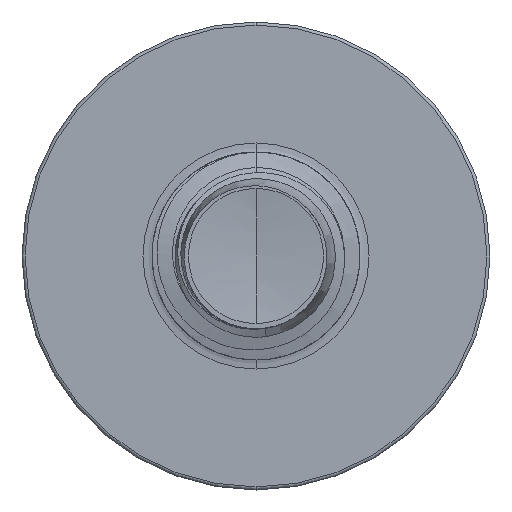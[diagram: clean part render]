
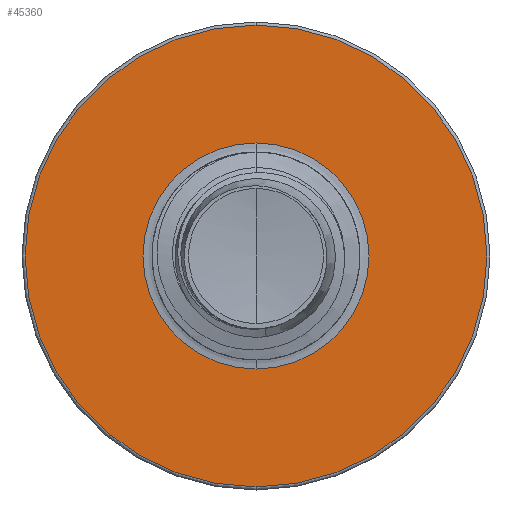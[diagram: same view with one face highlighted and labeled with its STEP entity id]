
A CAD part, front view. The second image highlights one B-rep face of the part: STEP entity #45360.
In plain terms, the highlighted planar face has unit normal (0, -1, 0).
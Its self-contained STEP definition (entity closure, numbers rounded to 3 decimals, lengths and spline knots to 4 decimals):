
#197 = CIRCLE ( 'NONE', #52560, 4.44 ) ;
#526 = CARTESIAN_POINT ( 'NONE',  ( 0., 25., 2.1736 ) ) ;
#581 = VERTEX_POINT ( 'NONE', #34433 ) ;
#1838 = CIRCLE ( 'NONE', #2230, 2.1736 ) ;
#2230 = AXIS2_PLACEMENT_3D ( 'NONE', #35606, #6385, #39855 ) ;
#4875 = DIRECTION ( 'NONE',  ( 0., 0., 1. ) ) ;
#5563 = ORIENTED_EDGE ( 'NONE', *, *, #41062, .T. ) ;
#6385 = DIRECTION ( 'NONE',  ( 0., 1., 0. ) ) ;
#6555 = CARTESIAN_POINT ( 'NONE',  ( 0., 25., 0. ) ) ;
#9993 = FACE_OUTER_BOUND ( 'NONE', #54462, .T. ) ;
#11558 = CIRCLE ( 'NONE', #50516, 2.1736 ) ;
#11790 = DIRECTION ( 'NONE',  ( 0., 0., 1. ) ) ;
#12779 = EDGE_LOOP ( 'NONE', ( #30549, #5563 ) ) ;
#16796 = CARTESIAN_POINT ( 'NONE',  ( 0., 25., 0. ) ) ;
#21810 = DIRECTION ( 'NONE',  ( 0., 0., 1. ) ) ;
#23697 = AXIS2_PLACEMENT_3D ( 'NONE', #26033, #55532, #30685 ) ;
#26033 = CARTESIAN_POINT ( 'NONE',  ( 0., 25., 0. ) ) ;
#28033 = CIRCLE ( 'NONE', #23697, 4.44 ) ;
#29066 = PLANE ( 'NONE',  #37777 ) ;
#30549 = ORIENTED_EDGE ( 'NONE', *, *, #37064, .T. ) ;
#30685 = DIRECTION ( 'NONE',  ( 0., 0., 1. ) ) ;
#32565 = VERTEX_POINT ( 'NONE', #526 ) ;
#33535 = DIRECTION ( 'NONE',  ( 0., 1., 0. ) ) ;
#34433 = CARTESIAN_POINT ( 'NONE',  ( 0., 25., 4.44 ) ) ;
#35606 = CARTESIAN_POINT ( 'NONE',  ( 0., 25., 0. ) ) ;
#37064 = EDGE_CURVE ( 'NONE', #32565, #48307, #1838, .T. ) ;
#37144 = EDGE_CURVE ( 'NONE', #58697, #581, #197, .T. ) ;
#37173 = CARTESIAN_POINT ( 'NONE',  ( 0., 25., -2.1736 ) ) ;
#37777 = AXIS2_PLACEMENT_3D ( 'NONE', #58493, #33535, #4875 ) ;
#39346 = ORIENTED_EDGE ( 'NONE', *, *, #43798, .F. ) ;
#39855 = DIRECTION ( 'NONE',  ( 0., 0., 1. ) ) ;
#39999 = DIRECTION ( 'NONE',  ( 0., 1., 0. ) ) ;
#40675 = ORIENTED_EDGE ( 'NONE', *, *, #37144, .F. ) ;
#41062 = EDGE_CURVE ( 'NONE', #48307, #32565, #11558, .T. ) ;
#43798 = EDGE_CURVE ( 'NONE', #581, #58697, #28033, .T. ) ;
#45360 = ADVANCED_FACE ( 'NONE', ( #9993, #45399 ), #29066, .F. ) ;
#45399 = FACE_BOUND ( 'NONE', #12779, .T. ) ;
#47880 = DIRECTION ( 'NONE',  ( 0., 1., 0. ) ) ;
#48307 = VERTEX_POINT ( 'NONE', #37173 ) ;
#50516 = AXIS2_PLACEMENT_3D ( 'NONE', #6555, #39999, #11790 ) ;
#52560 = AXIS2_PLACEMENT_3D ( 'NONE', #16796, #47880, #21810 ) ;
#54462 = EDGE_LOOP ( 'NONE', ( #39346, #40675 ) ) ;
#55532 = DIRECTION ( 'NONE',  ( 0., 1., 0. ) ) ;
#56638 = CARTESIAN_POINT ( 'NONE',  ( 0., 25., -4.44 ) ) ;
#58493 = CARTESIAN_POINT ( 'NONE',  ( 0., 25., -2.1736 ) ) ;
#58697 = VERTEX_POINT ( 'NONE', #56638 ) ;
